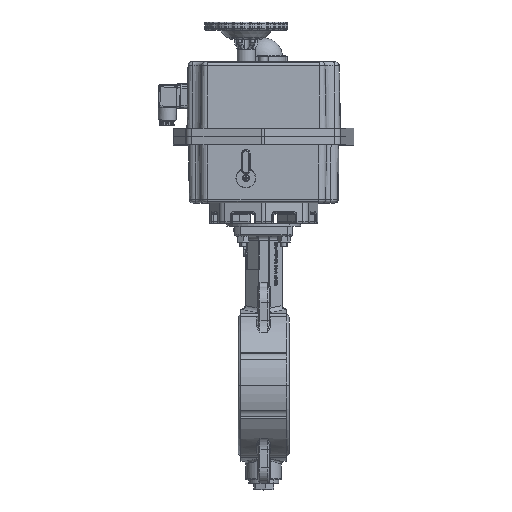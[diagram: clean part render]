
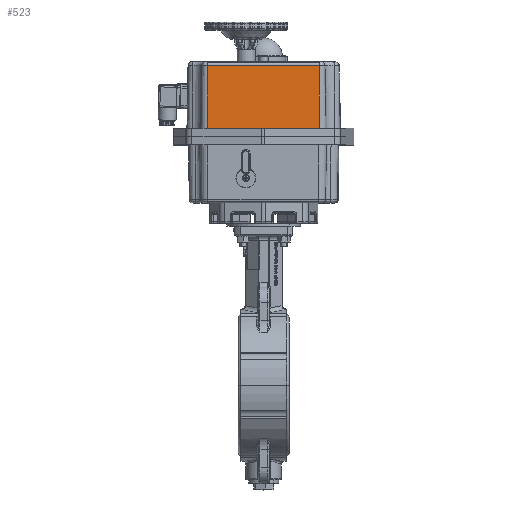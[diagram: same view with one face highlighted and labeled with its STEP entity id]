
A CAD part, top view. The second image highlights one B-rep face of the part: STEP entity #523.
In plain terms, the highlighted planar face has unit normal (-0.005, 0.018, 1).
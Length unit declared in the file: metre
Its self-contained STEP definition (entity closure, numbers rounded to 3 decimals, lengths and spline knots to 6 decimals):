
#523 = ADVANCED_FACE ( 'NONE', ( #10652 ), #26391, .T. ) ;
#1831 = EDGE_CURVE ( 'NONE', #23544, #2655, #57916, .T. ) ;
#2260 = DIRECTION ( 'NONE',  ( 1., 0., 0.006 ) ) ;
#2655 = VERTEX_POINT ( 'NONE', #29888 ) ;
#9151 = VECTOR ( 'NONE', #47045, 1. ) ;
#10652 = FACE_OUTER_BOUND ( 'NONE', #30761, .T. ) ;
#13617 = VERTEX_POINT ( 'NONE', #25777 ) ;
#14470 = CARTESIAN_POINT ( 'NONE',  ( 0.068363, 0.30597, 0.43546 ) ) ;
#18735 = CARTESIAN_POINT ( 'NONE',  ( 0.068355, 0.230283, 0.436781 ) ) ;
#22640 = DIRECTION ( 'NONE',  ( 0., 1., -0.017 ) ) ;
#22845 = EDGE_CURVE ( 'NONE', #13617, #23544, #82389, .T. ) ;
#23544 = VERTEX_POINT ( 'NONE', #26760 ) ;
#25777 = CARTESIAN_POINT ( 'NONE',  ( 0.068355, 0.230283, 0.436781 ) ) ;
#26391 = PLANE ( 'NONE',  #85283 ) ;
#26760 = CARTESIAN_POINT ( 'NONE',  ( -0.067462, 0.230283, 0.436031 ) ) ;
#28050 = VECTOR ( 'NONE', #2260, 1. ) ;
#29185 = ORIENTED_EDGE ( 'NONE', *, *, #22845, .F. ) ;
#29888 = CARTESIAN_POINT ( 'NONE',  ( -0.067455, 0.30597, 0.43471 ) ) ;
#30761 = EDGE_LOOP ( 'NONE', ( #56193, #87889, #29185, #83118 ) ) ;
#37483 = CARTESIAN_POINT ( 'NONE',  ( -0.067462, 0.230283, 0.436031 ) ) ;
#41066 = CARTESIAN_POINT ( 'NONE',  ( 0.068355, 0.230283, 0.436781 ) ) ;
#44973 = CARTESIAN_POINT ( 'NONE',  ( -0.067455, 0.30597, 0.43471 ) ) ;
#47045 = DIRECTION ( 'NONE',  ( -1., 0., -0.006 ) ) ;
#54703 = DIRECTION ( 'NONE',  ( -1., 0., -0.006 ) ) ;
#54746 = VECTOR ( 'NONE', #90833, 1. ) ;
#56193 = ORIENTED_EDGE ( 'NONE', *, *, #64951, .F. ) ;
#57916 = LINE ( 'NONE', #37483, #70690 ) ;
#58842 = VERTEX_POINT ( 'NONE', #14470 ) ;
#60299 = CARTESIAN_POINT ( 'NONE',  ( 0.068354, 0.220283, 0.436955 ) ) ;
#62440 = LINE ( 'NONE', #41066, #54746 ) ;
#64951 = EDGE_CURVE ( 'NONE', #2655, #58842, #79821, .T. ) ;
#65573 = EDGE_CURVE ( 'NONE', #13617, #58842, #62440, .T. ) ;
#70690 = VECTOR ( 'NONE', #22640, 1. ) ;
#79821 = LINE ( 'NONE', #44973, #28050 ) ;
#82389 = LINE ( 'NONE', #18735, #9151 ) ;
#83118 = ORIENTED_EDGE ( 'NONE', *, *, #65573, .T. ) ;
#85283 = AXIS2_PLACEMENT_3D ( 'NONE', #60299, #88677, #54703 ) ;
#87889 = ORIENTED_EDGE ( 'NONE', *, *, #1831, .F. ) ;
#88677 = DIRECTION ( 'NONE',  ( -0.006, 0.017, 1. ) ) ;
#90833 = DIRECTION ( 'NONE',  ( 0., 1., -0.017 ) ) ;
